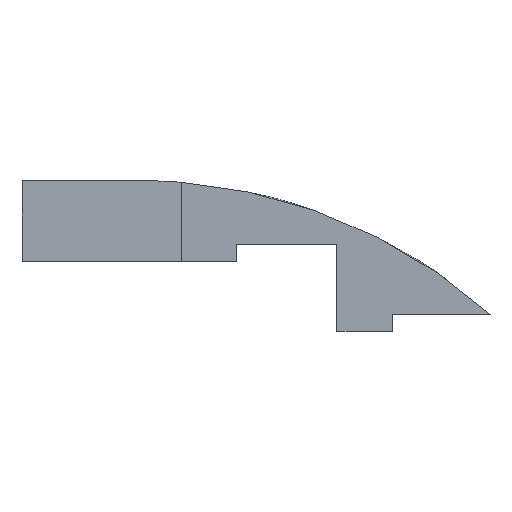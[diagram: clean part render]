
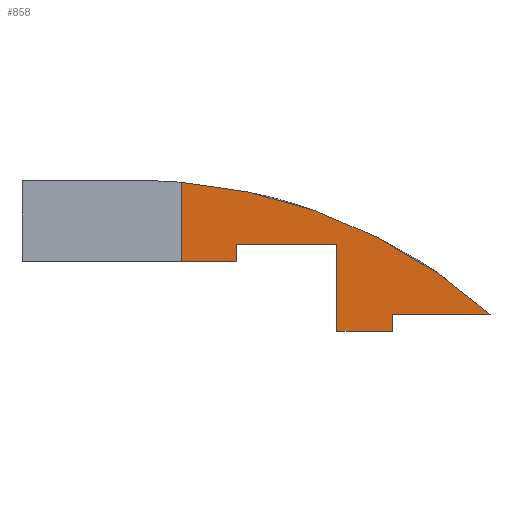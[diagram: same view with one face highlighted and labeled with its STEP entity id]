
A CAD part, left-side view. The second image highlights one B-rep face of the part: STEP entity #858.
In plain terms, the highlighted planar face has unit normal (-1, 0, 0).
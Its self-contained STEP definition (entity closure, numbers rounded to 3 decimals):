
#84=PLANE('',#952);
#125=FACE_OUTER_BOUND('',#179,.T.);
#179=EDGE_LOOP('',(#746,#747,#748,#749,#750,#751,#752,#753,#754));
#235=LINE('',#1769,#292);
#248=LINE('',#1820,#305);
#249=LINE('',#1822,#306);
#250=LINE('',#1824,#307);
#251=LINE('',#1826,#308);
#252=LINE('',#1828,#309);
#253=LINE('',#1830,#310);
#254=LINE('',#1831,#311);
#292=VECTOR('',#1089,25.4);
#305=VECTOR('',#1152,25.4);
#306=VECTOR('',#1153,25.4);
#307=VECTOR('',#1154,25.4);
#308=VECTOR('',#1155,25.4);
#309=VECTOR('',#1156,25.4);
#310=VECTOR('',#1157,25.4);
#311=VECTOR('',#1158,25.4);
#340=CIRCLE('',#914,38.);
#408=VERTEX_POINT('',#1718);
#409=VERTEX_POINT('',#1720);
#424=VERTEX_POINT('',#1767);
#437=VERTEX_POINT('',#1819);
#438=VERTEX_POINT('',#1821);
#439=VERTEX_POINT('',#1823);
#440=VERTEX_POINT('',#1825);
#441=VERTEX_POINT('',#1827);
#442=VERTEX_POINT('',#1829);
#502=EDGE_CURVE('',#409,#408,#340,.T.);
#526=EDGE_CURVE('',#424,#408,#235,.T.);
#551=EDGE_CURVE('',#437,#424,#248,.T.);
#552=EDGE_CURVE('',#438,#437,#249,.T.);
#553=EDGE_CURVE('',#439,#438,#250,.T.);
#554=EDGE_CURVE('',#440,#439,#251,.T.);
#555=EDGE_CURVE('',#441,#440,#252,.T.);
#556=EDGE_CURVE('',#442,#441,#253,.T.);
#557=EDGE_CURVE('',#409,#442,#254,.T.);
#746=ORIENTED_EDGE('',*,*,#502,.T.);
#747=ORIENTED_EDGE('',*,*,#526,.F.);
#748=ORIENTED_EDGE('',*,*,#551,.F.);
#749=ORIENTED_EDGE('',*,*,#552,.F.);
#750=ORIENTED_EDGE('',*,*,#553,.F.);
#751=ORIENTED_EDGE('',*,*,#554,.F.);
#752=ORIENTED_EDGE('',*,*,#555,.F.);
#753=ORIENTED_EDGE('',*,*,#556,.F.);
#754=ORIENTED_EDGE('',*,*,#557,.F.);
#858=ADVANCED_FACE('',(#125),#84,.F.);
#914=AXIS2_PLACEMENT_3D('',#1721,#1042,#1043);
#952=AXIS2_PLACEMENT_3D('',#1818,#1150,#1151);
#1042=DIRECTION('center_axis',(-1.,0.,0.));
#1043=DIRECTION('ref_axis',(0.,-1.,0.));
#1089=DIRECTION('',(0.,0.,1.));
#1150=DIRECTION('center_axis',(1.,0.,0.));
#1151=DIRECTION('ref_axis',(0.,-1.,0.));
#1152=DIRECTION('',(0.,1.,0.));
#1153=DIRECTION('',(0.,0.,-1.));
#1154=DIRECTION('',(0.,1.,0.));
#1155=DIRECTION('',(0.,0.,1.));
#1156=DIRECTION('',(0.,1.,0.));
#1157=DIRECTION('',(0.,0.,-1.));
#1158=DIRECTION('',(0.,1.,0.));
#1718=CARTESIAN_POINT('',(-25.55,-81.7,120.982));
#1720=CARTESIAN_POINT('',(-25.55,-103.967,111.483));
#1721=CARTESIAN_POINT('Origin',(-25.55,-78.7,83.1));
#1767=CARTESIAN_POINT('',(-25.55,-81.7,115.269));
#1769=CARTESIAN_POINT('',(-25.55,-81.7,115.269));
#1818=CARTESIAN_POINT('Origin',(-25.55,-91.679,115.684));
#1819=CARTESIAN_POINT('',(-25.55,-85.7,115.269));
#1820=CARTESIAN_POINT('',(-25.55,-85.7,115.269));
#1821=CARTESIAN_POINT('',(-25.55,-85.7,116.519));
#1822=CARTESIAN_POINT('',(-25.55,-85.7,116.519));
#1823=CARTESIAN_POINT('',(-25.55,-92.931,116.519));
#1824=CARTESIAN_POINT('',(-25.55,-92.931,116.519));
#1825=CARTESIAN_POINT('',(-25.55,-92.931,110.233));
#1826=CARTESIAN_POINT('',(-25.55,-92.931,110.233));
#1827=CARTESIAN_POINT('',(-25.55,-96.931,110.233));
#1828=CARTESIAN_POINT('',(-25.55,-96.931,110.233));
#1829=CARTESIAN_POINT('',(-25.55,-96.931,111.483));
#1830=CARTESIAN_POINT('',(-25.55,-96.931,111.483));
#1831=CARTESIAN_POINT('',(-25.55,-103.151,111.483));
